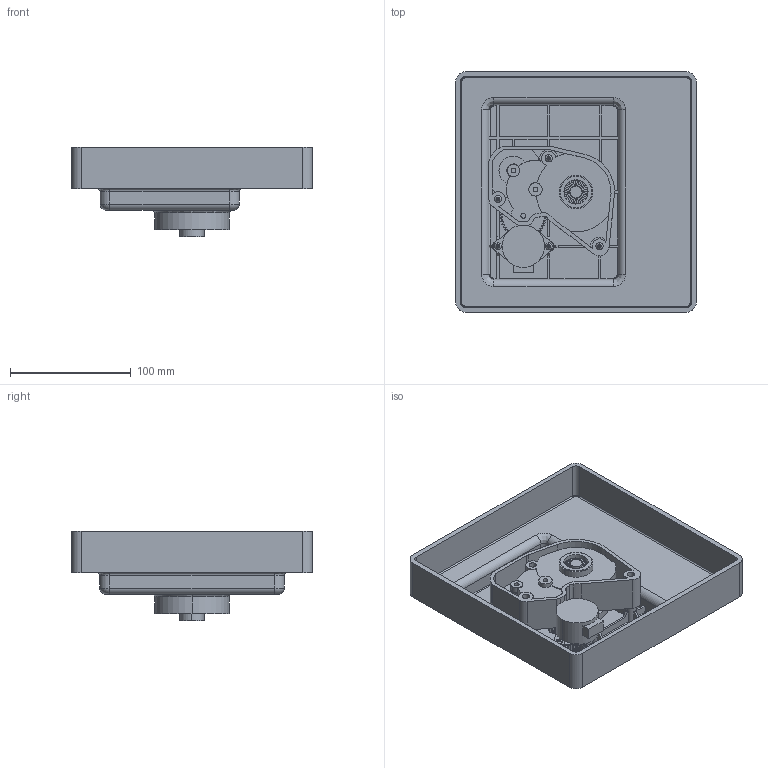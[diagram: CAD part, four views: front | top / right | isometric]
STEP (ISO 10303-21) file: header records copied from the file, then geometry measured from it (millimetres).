
FILE_DESCRIPTION (( 'STEP AP214' ), '1' );
FILE_NAME ('Gearbox Assembly_02.STEP', '2019-11-19T00:44:17', ( '' ), ( '' ), 'SwSTEP 2.0', 'SolidWorks 2017', '' );
FILE_SCHEMA (( 'AUTOMOTIVE_DESIGN' ));
Length unit declared in the file: millimetre
Products named in the file (22): SS 5mm Shaft - #2; _6204_2RSL_PART1_2; _W_61900_2RS1_PART2_4; SS 5mm Shaft - #3; 6204_2RSL; socket button head screw_iso_ISO 7380 - M3 x 12 - 12N; _6204_2RSL_PART2_4; _Motor_; Gearbox Assembly_02; spur gear_70T 0.8M 20PA - 56ND; _W_61900_2RS1_PART1_2; Outer Shaft; W_61900_2RS1; Motor Assembly; spur gear_17T 0.8M 20PA - 13.6ND; _W_61900_2RS1_PART3_6; SS 5mm Shaft - #1; Box; gear_14Tx46T 0.8M 20PA - 11.2ND + 36.8ND; First cover; _6204_2RSL_PART3_6; PTFE Slide Besring 5x9x1
Assembly tree (53 placements, depth 3):
  Gearbox Assembly_02
    Box
    Motor Assembly
      _Motor_
      spur gear_17T 0.8M 20PA - 13.6ND
    gear_14Tx46T 0.8M 20PA - 11.2ND + 36.8ND  x4
    spur gear_70T 0.8M 20PA - 56ND
    SS 5mm Shaft - #1
    PTFE Slide Besring 5x9x1  x7
    SS 5mm Shaft - #2
    SS 5mm Shaft - #3
    6204_2RSL
      _6204_2RSL_PART1_2
      _6204_2RSL_PART2_4
      _6204_2RSL_PART3_6  x8
    Outer Shaft
    W_61900_2RS1
      _W_61900_2RS1_PART1_2
      _W_61900_2RS1_PART2_4
      _W_61900_2RS1_PART3_6  x9
    socket button head screw_iso_ISO 7380 - M3 x 12 - 12N  x9
    First cover
Bounding box: 199 x 199 x 74.2 mm (x, y, z)
Volume: 467183.9 mm3; surface area: 253082.4 mm2
Topology: 50 solids, 50 shells, 2414 faces, 6622 edges, 4291 vertices
Faces by surface type: cylinder 1710, plane 442, cone 117, torus 66, sphere 52, bspline 27
Entity records: 48326 total; most frequent: CARTESIAN_POINT 9098, DIRECTION 8422, ORIENTED_EDGE 7356, EDGE_CURVE 3678, AXIS2_PLACEMENT_3D 3439, VERTEX_POINT 2399, CIRCLE 2034, VECTOR 1544
